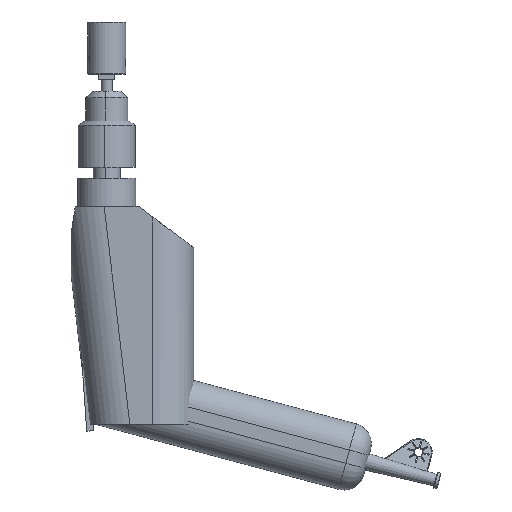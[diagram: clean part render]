
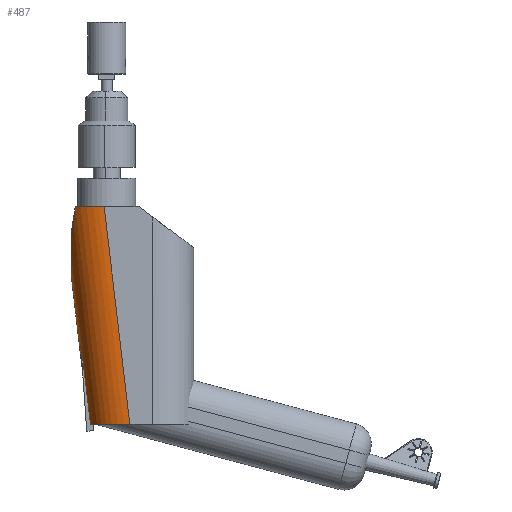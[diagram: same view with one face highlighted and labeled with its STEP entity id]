
A CAD part, left-side view. The second image highlights one B-rep face of the part: STEP entity #487.
In plain terms, the highlighted cylindrical face has radius 30 mm (diameter 60 mm), a partial arc.
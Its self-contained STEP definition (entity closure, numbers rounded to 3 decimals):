
#90=B_SPLINE_CURVE_WITH_KNOTS('',3,(#6418,#6419,#6420,#6421,#6422,#6423,#6424,
#6425,#6426,#6427,#6428,#6429,#6430,#6431,#6432,#6433),.UNSPECIFIED.,.F.,.F.,(4,
1,1,1,1,1,1,1,1,1,1,1,1,4),(0.,0.09,0.154,
0.231,0.308,0.385,0.462,
0.538,0.615,0.692,0.769,
0.846,0.91,1.),.UNSPECIFIED.);
#91=B_SPLINE_CURVE_WITH_KNOTS('',3,(#6434,#6435,#6436,#6437,#6438,#6439,#6440,
#6441,#6442,#6443,#6444,#6445,#6446,#6447,#6448,#6449,#6450,#6451,#6452,#6453,
#6454,#6455,#6456,#6457,#6458,#6459,#6460,#6461,#6462,#6463,#6464,#6465,#6466,
#6467,#6468,#6469,#6470),.UNSPECIFIED.,.F.,.F.,(4,1,1,1,1,1,1,1,1,1,1,1,1,1,1,1,
1,1,1,1,1,1,1,1,1,1,1,1,1,1,1,1,1,1,4),(0.,0.034,0.059,
0.088,0.118,0.147,0.176,
0.206,0.235,0.265,0.294,
0.323,0.353,0.382,0.412,
0.441,0.47,0.5,0.529,
0.559,0.588,0.617,0.647,
0.676,0.706,0.735,0.764,
0.794,0.823,0.853,0.882,
0.912,0.941,0.966,1.),.UNSPECIFIED.);
#92=B_SPLINE_CURVE_WITH_KNOTS('',3,(#6471,#6472,#6473,#6474,#6475,#6476,#6477,
#6478,#6479,#6480,#6481),.UNSPECIFIED.,.F.,.F.,(4,1,1,1,1,1,1,1,4),(0.,
0.146,0.25,0.375,0.5,
0.625,0.75,0.854,1.),.UNSPECIFIED.);
#93=B_SPLINE_CURVE_WITH_KNOTS('',3,(#6482,#6483,#6484,#6485,#6486,#6487,#6488,
#6489,#6490,#6491,#6492,#6493,#6494,#6495,#6496,#6497,#6498,#6499),
.UNSPECIFIED.,.F.,.F.,(4,1,1,1,1,1,1,1,1,1,1,1,1,1,1,4),(0.,0.078,
0.133,0.2,0.267,0.333,
0.4,0.467,0.533,0.6,
0.667,0.733,0.8,0.867,
0.922,1.),.UNSPECIFIED.);
#487=ADVANCED_FACE('',(#691),#2400,.T.);
#691=FACE_OUTER_BOUND('',#895,.F.);
#895=EDGE_LOOP('',(#1256,#1257,#1258,#1259,#1260,#1261));
#1256=ORIENTED_EDGE('',*,*,#3110,.T.);
#1257=ORIENTED_EDGE('',*,*,#3084,.F.);
#1258=ORIENTED_EDGE('',*,*,#3083,.T.);
#1259=ORIENTED_EDGE('',*,*,#3085,.T.);
#1260=ORIENTED_EDGE('',*,*,#3087,.F.);
#1261=ORIENTED_EDGE('',*,*,#3086,.F.);
#2400=CYLINDRICAL_SURFACE('',#4631,30.);
#2577=LINE('',#6500,#2811);
#2596=LINE('',#6565,#2830);
#2811=VECTOR('',#5172,161.113);
#2830=VECTOR('',#5195,110.766);
#3083=EDGE_CURVE('',#3936,#3935,#90,.T.);
#3084=EDGE_CURVE('',#3936,#3934,#91,.T.);
#3085=EDGE_CURVE('',#3935,#3933,#92,.T.);
#3086=EDGE_CURVE('',#3932,#3931,#93,.T.);
#3087=EDGE_CURVE('',#3931,#3933,#2577,.T.);
#3110=EDGE_CURVE('',#3932,#3934,#2596,.T.);
#3931=VERTEX_POINT('',#6323);
#3932=VERTEX_POINT('',#6324);
#3933=VERTEX_POINT('',#6325);
#3934=VERTEX_POINT('',#6326);
#3935=VERTEX_POINT('',#6327);
#3936=VERTEX_POINT('',#6328);
#4631=AXIS2_PLACEMENT_3D('',#6577,#5218,#5219);
#5172=DIRECTION('',(0.,0.117,0.993));
#5195=DIRECTION('',(0.,0.117,0.993));
#5218=DIRECTION('',(0.,0.117,0.993));
#5219=DIRECTION('',(0.,0.993,-0.117));
#6323=CARTESIAN_POINT('',(126.852,-55.909,257.81));
#6324=CARTESIAN_POINT('',(156.852,-25.7,257.81));
#6325=CARTESIAN_POINT('',(126.852,-37.,417.81));
#6326=CARTESIAN_POINT('',(156.852,-12.7,367.81));
#6327=CARTESIAN_POINT('',(135.579,-15.7,417.81));
#6328=CARTESIAN_POINT('',(142.751,-12.7,397.81));
#6418=CARTESIAN_POINT('',(142.751,-12.7,397.81));
#6419=CARTESIAN_POINT('',(142.466,-12.786,398.38));
#6420=CARTESIAN_POINT('',(141.992,-12.933,399.365));
#6421=CARTESIAN_POINT('',(141.317,-13.157,400.857));
#6422=CARTESIAN_POINT('',(140.707,-13.371,402.279));
#6423=CARTESIAN_POINT('',(140.091,-13.598,403.797));
#6424=CARTESIAN_POINT('',(139.503,-13.827,405.325));
#6425=CARTESIAN_POINT('',(138.939,-14.058,406.862));
#6426=CARTESIAN_POINT('',(138.399,-14.29,408.407));
#6427=CARTESIAN_POINT('',(137.881,-14.523,409.96));
#6428=CARTESIAN_POINT('',(137.384,-14.757,411.519));
#6429=CARTESIAN_POINT('',(136.906,-14.991,413.084));
#6430=CARTESIAN_POINT('',(136.471,-15.214,414.567));
#6431=CARTESIAN_POINT('',(136.027,-15.45,416.142));
#6432=CARTESIAN_POINT('',(135.742,-15.608,417.195));
#6433=CARTESIAN_POINT('',(135.579,-15.7,417.81));
#6434=CARTESIAN_POINT('',(142.751,-12.7,397.81));
#6435=CARTESIAN_POINT('',(142.835,-12.7,397.425));
#6436=CARTESIAN_POINT('',(142.982,-12.7,396.766));
#6437=CARTESIAN_POINT('',(143.207,-12.7,395.778));
#6438=CARTESIAN_POINT('',(143.423,-12.7,394.846));
#6439=CARTESIAN_POINT('',(143.657,-12.7,393.86));
#6440=CARTESIAN_POINT('',(143.896,-12.7,392.875));
#6441=CARTESIAN_POINT('',(144.14,-12.7,391.891));
#6442=CARTESIAN_POINT('',(144.389,-12.7,390.909));
#6443=CARTESIAN_POINT('',(144.644,-12.7,389.929));
#6444=CARTESIAN_POINT('',(144.905,-12.7,388.95));
#6445=CARTESIAN_POINT('',(145.173,-12.7,387.972));
#6446=CARTESIAN_POINT('',(145.447,-12.7,386.997));
#6447=CARTESIAN_POINT('',(145.729,-12.7,386.024));
#6448=CARTESIAN_POINT('',(146.019,-12.7,385.053));
#6449=CARTESIAN_POINT('',(146.317,-12.7,384.084));
#6450=CARTESIAN_POINT('',(146.624,-12.7,383.119));
#6451=CARTESIAN_POINT('',(146.941,-12.7,382.156));
#6452=CARTESIAN_POINT('',(147.269,-12.7,381.197));
#6453=CARTESIAN_POINT('',(147.608,-12.7,380.242));
#6454=CARTESIAN_POINT('',(147.96,-12.7,379.292));
#6455=CARTESIAN_POINT('',(148.325,-12.7,378.346));
#6456=CARTESIAN_POINT('',(148.706,-12.7,377.407));
#6457=CARTESIAN_POINT('',(149.104,-12.7,376.475));
#6458=CARTESIAN_POINT('',(149.522,-12.7,375.551));
#6459=CARTESIAN_POINT('',(149.96,-12.7,374.637));
#6460=CARTESIAN_POINT('',(150.423,-12.7,373.735));
#6461=CARTESIAN_POINT('',(150.916,-12.7,372.849));
#6462=CARTESIAN_POINT('',(151.444,-12.7,371.983));
#6463=CARTESIAN_POINT('',(152.011,-12.7,371.142));
#6464=CARTESIAN_POINT('',(152.629,-12.7,370.336));
#6465=CARTESIAN_POINT('',(153.305,-12.7,369.578));
#6466=CARTESIAN_POINT('',(154.055,-12.7,368.892));
#6467=CARTESIAN_POINT('',(154.85,-12.7,368.348));
#6468=CARTESIAN_POINT('',(155.782,-12.7,367.927));
#6469=CARTESIAN_POINT('',(156.457,-12.7,367.81));
#6470=CARTESIAN_POINT('',(156.852,-12.7,367.81));
#6471=CARTESIAN_POINT('',(135.579,-15.7,417.81));
#6472=CARTESIAN_POINT('',(134.772,-16.517,417.81));
#6473=CARTESIAN_POINT('',(133.47,-17.995,417.81));
#6474=CARTESIAN_POINT('',(131.744,-20.393,417.81));
#6475=CARTESIAN_POINT('',(130.322,-22.794,417.81));
#6476=CARTESIAN_POINT('',(129.071,-25.471,417.81));
#6477=CARTESIAN_POINT('',(128.086,-28.257,417.81));
#6478=CARTESIAN_POINT('',(127.416,-30.966,417.81));
#6479=CARTESIAN_POINT('',(126.964,-33.885,417.81));
#6480=CARTESIAN_POINT('',(126.852,-35.852,417.81));
#6481=CARTESIAN_POINT('',(126.852,-37.,417.81));
#6482=CARTESIAN_POINT('',(156.852,-25.7,257.81));
#6483=CARTESIAN_POINT('',(155.626,-25.7,257.81));
#6484=CARTESIAN_POINT('',(153.526,-25.83,257.81));
#6485=CARTESIAN_POINT('',(150.413,-26.356,257.81));
#6486=CARTESIAN_POINT('',(147.535,-27.136,257.81));
#6487=CARTESIAN_POINT('',(144.592,-28.277,257.81));
#6488=CARTESIAN_POINT('',(141.785,-29.722,257.81));
#6489=CARTESIAN_POINT('',(139.146,-31.455,257.81));
#6490=CARTESIAN_POINT('',(136.703,-33.454,257.81));
#6491=CARTESIAN_POINT('',(134.482,-35.698,257.81));
#6492=CARTESIAN_POINT('',(132.508,-38.161,257.81));
#6493=CARTESIAN_POINT('',(130.801,-40.817,257.81));
#6494=CARTESIAN_POINT('',(129.38,-43.636,257.81));
#6495=CARTESIAN_POINT('',(128.259,-46.587,257.81));
#6496=CARTESIAN_POINT('',(127.495,-49.468,257.81));
#6497=CARTESIAN_POINT('',(126.98,-52.582,257.81));
#6498=CARTESIAN_POINT('',(126.852,-54.683,257.81));
#6499=CARTESIAN_POINT('',(126.852,-55.909,257.81));
#6500=CARTESIAN_POINT('',(126.852,-55.909,257.81));
#6565=CARTESIAN_POINT('',(156.852,-25.7,257.81));
#6577=CARTESIAN_POINT('',(156.852,-77.296,76.847));
